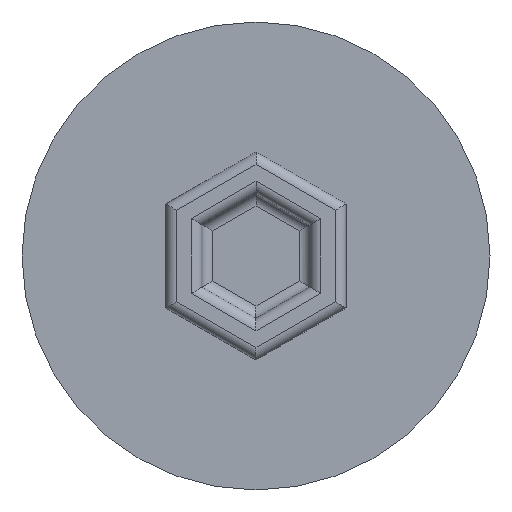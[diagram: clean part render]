
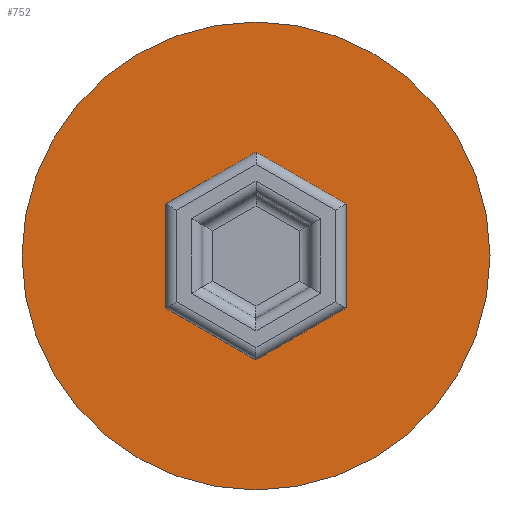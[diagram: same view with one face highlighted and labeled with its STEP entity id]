
A CAD part, front view. The second image highlights one B-rep face of the part: STEP entity #752.
In plain terms, the highlighted planar face has unit normal (0, -1, 0).
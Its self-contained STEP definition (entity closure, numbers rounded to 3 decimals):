
#162 = CIRCLE ( 'NONE', #212, 6.5 ) ;
#165 = CIRCLE ( 'NONE', #202, 6.5 ) ;
#189 = CARTESIAN_POINT ( 'NONE',  ( 0., 0., 0. ) ) ;
#190 = CARTESIAN_POINT ( 'NONE',  ( -2.5, 0., -1.443 ) ) ;
#196 = DIRECTION ( 'NONE',  ( 0., 1., 0. ) ) ;
#199 = FACE_OUTER_BOUND ( 'NONE', #741, .T. ) ;
#200 = DIRECTION ( 'NONE',  ( 0., 0., 1. ) ) ;
#201 = DIRECTION ( 'NONE',  ( 0., 1., 0. ) ) ;
#202 = AXIS2_PLACEMENT_3D ( 'NONE', #189, #196, #244 ) ;
#203 = PLANE ( 'NONE',  #242 ) ;
#204 = CARTESIAN_POINT ( 'NONE',  ( 0., 0., 0. ) ) ;
#208 = FACE_BOUND ( 'NONE', #864, .T. ) ;
#212 = AXIS2_PLACEMENT_3D ( 'NONE', #204, #201, #200 ) ;
#213 = CARTESIAN_POINT ( 'NONE',  ( -2.5, 0., -1.443 ) ) ;
#214 = LINE ( 'NONE', #213, #276 ) ;
#215 = VECTOR ( 'NONE', #224, 1000. ) ;
#219 = DIRECTION ( 'NONE',  ( 0., 0., -1. ) ) ;
#220 = VECTOR ( 'NONE', #219, 1000. ) ;
#221 = CARTESIAN_POINT ( 'NONE',  ( 2.5, 0., 1.443 ) ) ;
#222 = LINE ( 'NONE', #225, #215 ) ;
#223 = LINE ( 'NONE', #238, #220 ) ;
#224 = DIRECTION ( 'NONE',  ( 0., 0., 1. ) ) ;
#225 = CARTESIAN_POINT ( 'NONE',  ( 2.5, 0., -1.443 ) ) ;
#234 = CARTESIAN_POINT ( 'NONE',  ( -2.5, 0., 1.443 ) ) ;
#236 = CARTESIAN_POINT ( 'NONE',  ( 0., 0., -2.887 ) ) ;
#237 = CARTESIAN_POINT ( 'NONE',  ( 2.5, 0., -1.443 ) ) ;
#238 = CARTESIAN_POINT ( 'NONE',  ( -2.5, 0., 1.443 ) ) ;
#239 = DIRECTION ( 'NONE',  ( 0., 0., 1. ) ) ;
#240 = DIRECTION ( 'NONE',  ( 0., 1., 0. ) ) ;
#241 = CARTESIAN_POINT ( 'NONE',  ( 0., 0., 0. ) ) ;
#242 = AXIS2_PLACEMENT_3D ( 'NONE', #241, #240, #239 ) ;
#244 = DIRECTION ( 'NONE',  ( 0., 0., 1. ) ) ;
#261 = DIRECTION ( 'NONE',  ( -0.866, 0., -0.5 ) ) ;
#262 = VECTOR ( 'NONE', #261, 1000. ) ;
#263 = CARTESIAN_POINT ( 'NONE',  ( 0., 0., 2.887 ) ) ;
#264 = LINE ( 'NONE', #263, #262 ) ;
#268 = CARTESIAN_POINT ( 'NONE',  ( 0., 0., 2.887 ) ) ;
#269 = DIRECTION ( 'NONE',  ( -0.866, 0., 0.5 ) ) ;
#270 = VECTOR ( 'NONE', #269, 1000. ) ;
#271 = CARTESIAN_POINT ( 'NONE',  ( 2.5, 0., 1.443 ) ) ;
#272 = LINE ( 'NONE', #271, #270 ) ;
#275 = DIRECTION ( 'NONE',  ( 0.866, 0., -0.5 ) ) ;
#276 = VECTOR ( 'NONE', #275, 1000. ) ;
#399 = DIRECTION ( 'NONE',  ( 0.866, 0., 0.5 ) ) ;
#400 = VECTOR ( 'NONE', #399, 1000. ) ;
#401 = CARTESIAN_POINT ( 'NONE',  ( 0., 0., -2.887 ) ) ;
#402 = CARTESIAN_POINT ( 'NONE',  ( 0., 0., 6.5 ) ) ;
#404 = LINE ( 'NONE', #401, #400 ) ;
#405 = CARTESIAN_POINT ( 'NONE',  ( 0., 0., -6.5 ) ) ;
#718 = ORIENTED_EDGE ( 'NONE', *, *, #866, .F. ) ;
#730 = ORIENTED_EDGE ( 'NONE', *, *, #768, .F. ) ;
#739 = EDGE_CURVE ( 'NONE', #862, #865, #162, .T. ) ;
#741 = EDGE_LOOP ( 'NONE', ( #867, #743 ) ) ;
#743 = ORIENTED_EDGE ( 'NONE', *, *, #751, .F. ) ;
#751 = EDGE_CURVE ( 'NONE', #865, #862, #165, .T. ) ;
#752 = ADVANCED_FACE ( 'NONE', ( #199, #208 ), #203, .F. ) ;
#753 = VERTEX_POINT ( 'NONE', #190 ) ;
#754 = VERTEX_POINT ( 'NONE', #237 ) ;
#758 = ORIENTED_EDGE ( 'NONE', *, *, #762, .F. ) ;
#760 = VERTEX_POINT ( 'NONE', #236 ) ;
#761 = ORIENTED_EDGE ( 'NONE', *, *, #767, .F. ) ;
#762 = EDGE_CURVE ( 'NONE', #763, #753, #223, .T. ) ;
#763 = VERTEX_POINT ( 'NONE', #234 ) ;
#766 = ORIENTED_EDGE ( 'NONE', *, *, #776, .F. ) ;
#767 = EDGE_CURVE ( 'NONE', #754, #769, #222, .T. ) ;
#768 = EDGE_CURVE ( 'NONE', #753, #760, #214, .T. ) ;
#769 = VERTEX_POINT ( 'NONE', #221 ) ;
#770 = EDGE_CURVE ( 'NONE', #769, #772, #272, .T. ) ;
#771 = ORIENTED_EDGE ( 'NONE', *, *, #770, .F. ) ;
#772 = VERTEX_POINT ( 'NONE', #268 ) ;
#776 = EDGE_CURVE ( 'NONE', #772, #763, #264, .T. ) ;
#862 = VERTEX_POINT ( 'NONE', #402 ) ;
#864 = EDGE_LOOP ( 'NONE', ( #730, #758, #766, #771, #761, #718 ) ) ;
#865 = VERTEX_POINT ( 'NONE', #405 ) ;
#866 = EDGE_CURVE ( 'NONE', #760, #754, #404, .T. ) ;
#867 = ORIENTED_EDGE ( 'NONE', *, *, #739, .F. ) ;
